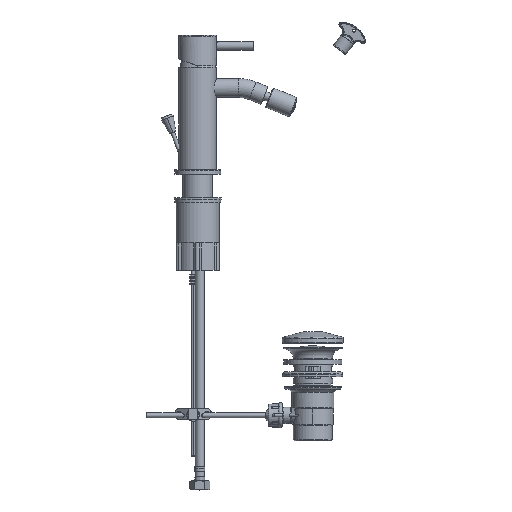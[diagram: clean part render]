
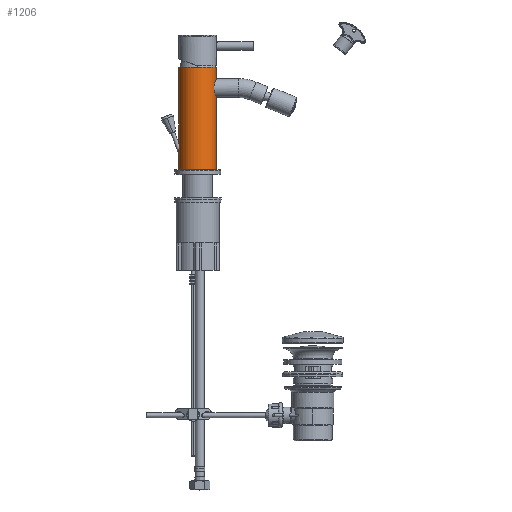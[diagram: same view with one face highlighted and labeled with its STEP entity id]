
A CAD part, top view. The second image highlights one B-rep face of the part: STEP entity #1206.
In plain terms, the highlighted cylindrical face has radius 20 mm (diameter 40 mm), a partial arc.
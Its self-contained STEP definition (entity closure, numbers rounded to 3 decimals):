
#373=CARTESIAN_POINT('',(-20.,31.507,0.));
#374=CARTESIAN_POINT('',(-20.,31.507,0.128));
#375=CARTESIAN_POINT('',(-19.998,31.462,0.381));
#376=CARTESIAN_POINT('',(-19.986,31.241,0.768));
#377=CARTESIAN_POINT('',(-19.97,30.907,1.112));
#378=CARTESIAN_POINT('',(-19.95,30.473,1.429));
#379=CARTESIAN_POINT('',(-19.928,29.969,1.705));
#380=CARTESIAN_POINT('',(-19.905,29.405,1.951));
#381=CARTESIAN_POINT('',(-19.882,28.754,2.176));
#382=CARTESIAN_POINT('',(-19.859,28.008,2.377));
#383=CARTESIAN_POINT('',(-19.837,27.155,2.548));
#384=CARTESIAN_POINT('',(-19.82,26.218,2.676));
#385=CARTESIAN_POINT('',(-19.81,25.235,2.747));
#386=CARTESIAN_POINT('',(-19.809,24.242,2.757));
#387=CARTESIAN_POINT('',(-19.817,23.262,2.702));
#388=CARTESIAN_POINT('',(-19.833,22.33,2.582));
#389=CARTESIAN_POINT('',(-19.855,21.477,2.403));
#390=CARTESIAN_POINT('',(-19.882,20.729,2.176));
#391=CARTESIAN_POINT('',(-19.91,20.081,1.905));
#392=CARTESIAN_POINT('',(-19.937,19.539,1.597));
#393=CARTESIAN_POINT('',(-19.962,19.099,1.253));
#394=CARTESIAN_POINT('',(-19.983,18.754,0.861));
#395=CARTESIAN_POINT('',(-19.997,18.537,0.426));
#396=CARTESIAN_POINT('',(-20.,18.493,0.143));
#397=CARTESIAN_POINT('',(-20.,18.493,0.));
#399=CARTESIAN_POINT('',(19.299,87.,5.25));
#400=CARTESIAN_POINT('',(19.299,87.348,5.25));
#401=CARTESIAN_POINT('',(19.317,88.029,5.183));
#402=CARTESIAN_POINT('',(19.397,89.028,4.88));
#403=CARTESIAN_POINT('',(19.515,89.94,4.39));
#404=CARTESIAN_POINT('',(19.652,90.735,3.737));
#405=CARTESIAN_POINT('',(19.788,91.387,2.944));
#406=CARTESIAN_POINT('',(19.905,91.879,2.034));
#407=CARTESIAN_POINT('',(19.984,92.19,0.997));
#408=CARTESIAN_POINT('',(20.,92.25,0.334));
#409=CARTESIAN_POINT('',(20.,92.25,0.));
#411=CARTESIAN_POINT('',(20.,81.75,0.));
#412=CARTESIAN_POINT('',(20.,81.75,0.333));
#413=CARTESIAN_POINT('',(19.984,81.81,0.995));
#414=CARTESIAN_POINT('',(19.905,82.12,2.031));
#415=CARTESIAN_POINT('',(19.789,82.612,2.943));
#416=CARTESIAN_POINT('',(19.652,83.266,3.738));
#417=CARTESIAN_POINT('',(19.515,84.061,4.39));
#418=CARTESIAN_POINT('',(19.397,84.973,4.88));
#419=CARTESIAN_POINT('',(19.317,85.971,5.183));
#420=CARTESIAN_POINT('',(19.299,86.652,5.25));
#421=CARTESIAN_POINT('',(19.299,87.,5.25));
#423=CARTESIAN_POINT('',(0.,0.,0.));
#424=DIRECTION('',(0.,-1.,0.));
#425=DIRECTION('',(1.,0.,0.));
#426=AXIS2_PLACEMENT_3D('',#423,#424,#425);
#455=DIRECTION('',(0.,1.,0.));
#456=VECTOR('',#455,18.493);
#457=CARTESIAN_POINT('',(-20.,0.,0.));
#458=LINE('',#457,#456);
#464=DIRECTION('',(0.,1.,0.));
#465=VECTOR('',#464,81.75);
#466=CARTESIAN_POINT('',(20.,0.,0.));
#467=LINE('',#466,#465);
#492=DIRECTION('',(0.,1.,0.));
#493=VECTOR('',#492,16.75);
#494=CARTESIAN_POINT('',(20.,92.25,0.));
#495=LINE('',#494,#493);
#496=DIRECTION('',(0.,1.,0.));
#497=VECTOR('',#496,77.493);
#498=CARTESIAN_POINT('',(-20.,31.507,0.));
#499=LINE('',#498,#497);
#523=CARTESIAN_POINT('',(0.,109.,0.));
#524=DIRECTION('',(0.,-1.,0.));
#525=DIRECTION('',(1.,0.,0.));
#526=AXIS2_PLACEMENT_3D('',#523,#524,#525);
#582=CARTESIAN_POINT('',(20.,0.,0.));
#583=CARTESIAN_POINT('',(-20.,0.,0.));
#584=VERTEX_POINT('',#582);
#585=VERTEX_POINT('',#583);
#586=CARTESIAN_POINT('',(20.,109.,0.));
#587=CARTESIAN_POINT('',(-20.,109.,0.));
#588=VERTEX_POINT('',#586);
#589=VERTEX_POINT('',#587);
#602=VERTEX_POINT('',#399);
#603=VERTEX_POINT('',#409);
#604=VERTEX_POINT('',#411);
#682=VERTEX_POINT('',#373);
#683=VERTEX_POINT('',#397);
#1183=CARTESIAN_POINT('',(0.,114.45,0.));
#1184=DIRECTION('',(0.,-1.,0.));
#1185=DIRECTION('',(-1.,0.,0.));
#1186=AXIS2_PLACEMENT_3D('',#1183,#1184,#1185);
#1187=CYLINDRICAL_SURFACE('',#1186,20.);
#1188=ORIENTED_EDGE('',*,*,#1040,.F.);
#1190=ORIENTED_EDGE('',*,*,#1189,.T.);
#1192=ORIENTED_EDGE('',*,*,#1191,.F.);
#1194=ORIENTED_EDGE('',*,*,#1193,.F.);
#1196=ORIENTED_EDGE('',*,*,#1195,.F.);
#1198=ORIENTED_EDGE('',*,*,#1197,.F.);
#1200=ORIENTED_EDGE('',*,*,#1199,.F.);
#1201=ORIENTED_EDGE('',*,*,#1172,.T.);
#1203=ORIENTED_EDGE('',*,*,#1202,.T.);
#1204=EDGE_LOOP('',(#1188,#1190,#1192,#1194,#1196,#1198,#1200,#1201,#1203));
#1205=FACE_OUTER_BOUND('',#1204,.F.);
#1206=ADVANCED_FACE('',(#1205),#1187,.T.);
#398=B_SPLINE_CURVE_WITH_KNOTS('',3,(#373,#374,#375,#376,#377,#378,#379,#380,
#381,#382,#383,#384,#385,#386,#387,#388,#389,#390,#391,#392,#393,#394,#395,#396,
#397),.UNSPECIFIED.,.F.,.F.,(4,1,1,1,1,1,1,1,1,1,1,1,1,1,1,1,1,1,1,1,1,1,4),(
0.,0.045,0.091,0.136,0.182,
0.227,0.273,0.318,0.364,
0.409,0.455,0.5,0.545,0.591,
0.636,0.682,0.727,0.773,
0.818,0.864,0.909,0.955,1.),
.UNSPECIFIED.);
#410=B_SPLINE_CURVE_WITH_KNOTS('',3,(#399,#400,#401,#402,#403,#404,#405,#406,
#407,#408,#409),.UNSPECIFIED.,.F.,.F.,(4,1,1,1,1,1,1,1,4),(0.,0.125,0.25,
0.375,0.5,0.625,0.75,0.875,1.),.UNSPECIFIED.);
#422=B_SPLINE_CURVE_WITH_KNOTS('',3,(#411,#412,#413,#414,#415,#416,#417,#418,
#419,#420,#421),.UNSPECIFIED.,.F.,.F.,(4,1,1,1,1,1,1,1,4),(0.,0.125,0.25,
0.375,0.5,0.625,0.75,0.875,1.),.UNSPECIFIED.);
#427=CIRCLE('',#426,20.);
#527=CIRCLE('',#526,20.);
#1040=EDGE_CURVE('',#682,#683,#398,.T.);
#1172=EDGE_CURVE('',#584,#585,#427,.T.);
#1189=EDGE_CURVE('',#682,#589,#499,.T.);
#1191=EDGE_CURVE('',#588,#589,#527,.T.);
#1193=EDGE_CURVE('',#603,#588,#495,.T.);
#1195=EDGE_CURVE('',#602,#603,#410,.T.);
#1197=EDGE_CURVE('',#604,#602,#422,.T.);
#1199=EDGE_CURVE('',#584,#604,#467,.T.);
#1202=EDGE_CURVE('',#585,#683,#458,.T.);
